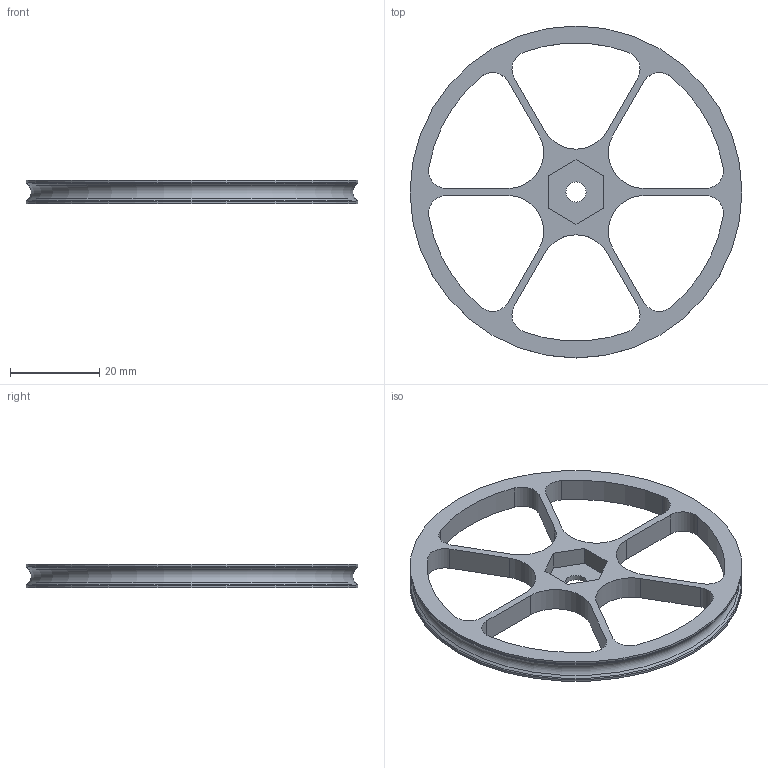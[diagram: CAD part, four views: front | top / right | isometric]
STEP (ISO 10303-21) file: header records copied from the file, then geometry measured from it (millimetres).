
FILE_DESCRIPTION(('STEP AP242'), '1');
FILE_NAME('Disk', '', ('UNSPECIFIED'), ('UNSPECIFIED'), 'C3D Converter', 'C3D Toolkit', '');
FILE_SCHEMA(('AP242_MANAGED_MODEL_BASED_3D_ENGINEERING_MIM_LF { 1 0 10303 442 1 1 4 }'));
Length unit declared in the file: millimetre
Bounding box: 74.34 x 74.34 x 5.28 mm (x, y, z)
Volume: 6447.4 mm3; surface area: 7088.2 mm2
Topology: 1 solids, 1 shells, 53 faces, 144 edges, 94 vertices
Faces by surface type: cylinder 27, plane 21, torus 3, cone 2
Full cylindrical faces by diameter (mm): 4.5 x1, 74.343 x2
Entity records: 1716 total; most frequent: DIRECTION 302, CARTESIAN_POINT 284, ORIENTED_EDGE 272, EDGE_CURVE 136, AXIS2_PLACEMENT_3D 112, VERTEX_POINT 94, LINE 78, VECTOR 78
